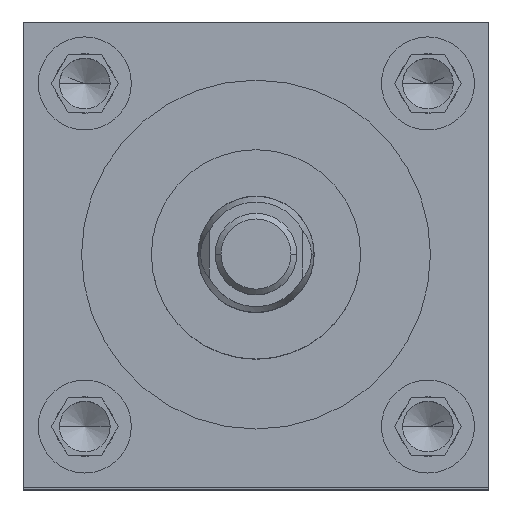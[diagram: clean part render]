
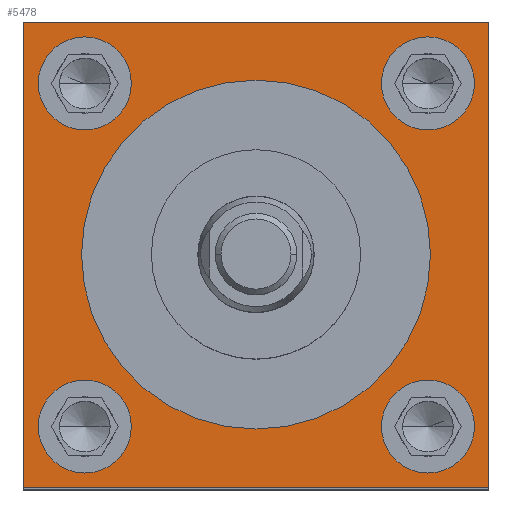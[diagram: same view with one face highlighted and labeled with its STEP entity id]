
A CAD part, top view. The second image highlights one B-rep face of the part: STEP entity #5478.
In plain terms, the highlighted planar face has unit normal (0, 0, 1).
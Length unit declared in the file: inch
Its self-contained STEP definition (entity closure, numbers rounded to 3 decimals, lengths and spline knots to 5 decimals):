
#27 = VECTOR ( 'NONE', #1039, 39.37008 ) ;
#35 = VERTEX_POINT ( 'NONE', #3849 ) ;
#114 = FACE_OUTER_BOUND ( 'NONE', #4194, .T. ) ;
#193 = VERTEX_POINT ( 'NONE', #4237 ) ;
#284 = DIRECTION ( 'NONE',  ( 1., 0., 0. ) ) ;
#305 = DIRECTION ( 'NONE',  ( 0., 0., 1. ) ) ;
#385 = EDGE_CURVE ( 'NONE', #5170, #4809, #5705, .T. ) ;
#432 = EDGE_CURVE ( 'NONE', #5961, #35, #2742, .T. ) ;
#453 = FACE_BOUND ( 'NONE', #4769, .T. ) ;
#454 = VERTEX_POINT ( 'NONE', #2285 ) ;
#520 = DIRECTION ( 'NONE',  ( 1., 0., 0. ) ) ;
#559 = VERTEX_POINT ( 'NONE', #2842 ) ;
#568 = AXIS2_PLACEMENT_3D ( 'NONE', #5384, #5292, #5264 ) ;
#620 = CIRCLE ( 'NONE', #3684, 0.9375 ) ;
#644 = CIRCLE ( 'NONE', #2810, 0.25 ) ;
#799 = DIRECTION ( 'NONE',  ( 0., 0., 1. ) ) ;
#847 = DIRECTION ( 'NONE',  ( 0., 0., 1. ) ) ;
#868 = DIRECTION ( 'NONE',  ( 0., 0., 1. ) ) ;
#871 = VECTOR ( 'NONE', #3069, 39.37008 ) ;
#898 = CARTESIAN_POINT ( 'NONE',  ( -0.92, -0.924, 8.625 ) ) ;
#930 = EDGE_CURVE ( 'NONE', #4809, #5170, #620, .T. ) ;
#984 = ORIENTED_EDGE ( 'NONE', *, *, #3024, .F. ) ;
#995 = EDGE_CURVE ( 'NONE', #35, #5961, #4683, .T. ) ;
#1039 = DIRECTION ( 'NONE',  ( 0., -1., 0. ) ) ;
#1064 = CARTESIAN_POINT ( 'NONE',  ( -1.25, 1.25, 8.625 ) ) ;
#1209 = DIRECTION ( 'NONE',  ( 1., 0., 0. ) ) ;
#1253 = DIRECTION ( 'NONE',  ( 1., 0., 0. ) ) ;
#1264 = DIRECTION ( 'NONE',  ( 0., 0., 1. ) ) ;
#1273 = DIRECTION ( 'NONE',  ( 1., 0., 0. ) ) ;
#1328 = CARTESIAN_POINT ( 'NONE',  ( -1.25, -1.25, 8.625 ) ) ;
#1360 = AXIS2_PLACEMENT_3D ( 'NONE', #4965, #2137, #5917 ) ;
#1397 = VERTEX_POINT ( 'NONE', #2825 ) ;
#1420 = EDGE_CURVE ( 'NONE', #193, #1397, #5291, .T. ) ;
#1437 = CARTESIAN_POINT ( 'NONE',  ( 1.25, -1.25, 8.625 ) ) ;
#1521 = CARTESIAN_POINT ( 'NONE',  ( -1.25, -1.25, 8.625 ) ) ;
#1550 = AXIS2_PLACEMENT_3D ( 'NONE', #5054, #799, #5117 ) ;
#1600 = ORIENTED_EDGE ( 'NONE', *, *, #432, .F. ) ;
#1641 = EDGE_CURVE ( 'NONE', #1397, #559, #5383, .T. ) ;
#1772 = DIRECTION ( 'NONE',  ( 1., 0., 0. ) ) ;
#1788 = DIRECTION ( 'NONE',  ( 0., 0., 1. ) ) ;
#1875 = DIRECTION ( 'NONE',  ( 1., 0., 0. ) ) ;
#2021 = EDGE_CURVE ( 'NONE', #5818, #2392, #2601, .T. ) ;
#2026 = CARTESIAN_POINT ( 'NONE',  ( -0.67, -0.924, 8.625 ) ) ;
#2075 = EDGE_CURVE ( 'NONE', #5198, #3711, #2900, .T. ) ;
#2137 = DIRECTION ( 'NONE',  ( 0., 0., 1. ) ) ;
#2273 = DIRECTION ( 'NONE',  ( 0., 0., 1. ) ) ;
#2285 = CARTESIAN_POINT ( 'NONE',  ( 1.174, -0.924, 8.625 ) ) ;
#2312 = ORIENTED_EDGE ( 'NONE', *, *, #5767, .F. ) ;
#2334 = FACE_BOUND ( 'NONE', #5657, .T. ) ;
#2367 = FACE_BOUND ( 'NONE', #5089, .T. ) ;
#2392 = VERTEX_POINT ( 'NONE', #4666 ) ;
#2537 = CARTESIAN_POINT ( 'NONE',  ( 0.9375, 0., 8.625 ) ) ;
#2586 = EDGE_CURVE ( 'NONE', #454, #5014, #5177, .T. ) ;
#2601 = CIRCLE ( 'NONE', #5479, 0.25 ) ;
#2692 = EDGE_CURVE ( 'NONE', #559, #4711, #5119, .T. ) ;
#2712 = EDGE_LOOP ( 'NONE', ( #4868, #984 ) ) ;
#2742 = CIRCLE ( 'NONE', #3535, 0.25 ) ;
#2810 = AXIS2_PLACEMENT_3D ( 'NONE', #3710, #1788, #1253 ) ;
#2825 = CARTESIAN_POINT ( 'NONE',  ( 1.25, 1.25, 8.625 ) ) ;
#2842 = CARTESIAN_POINT ( 'NONE',  ( -1.25, 1.25, 8.625 ) ) ;
#2892 = CARTESIAN_POINT ( 'NONE',  ( -0.92, -0.924, 8.625 ) ) ;
#2900 = CIRCLE ( 'NONE', #5673, 0.25 ) ;
#2996 = ORIENTED_EDGE ( 'NONE', *, *, #385, .F. ) ;
#3024 = EDGE_CURVE ( 'NONE', #5014, #454, #644, .T. ) ;
#3065 = CARTESIAN_POINT ( 'NONE',  ( 1.174, 0.92, 8.625 ) ) ;
#3069 = DIRECTION ( 'NONE',  ( -1., 0., 0. ) ) ;
#3122 = VECTOR ( 'NONE', #1772, 39.37008 ) ;
#3159 = CARTESIAN_POINT ( 'NONE',  ( 0.924, -0.924, 8.625 ) ) ;
#3195 = CARTESIAN_POINT ( 'NONE',  ( -1.17, 0.92, 8.625 ) ) ;
#3206 = ORIENTED_EDGE ( 'NONE', *, *, #4617, .T. ) ;
#3258 = CARTESIAN_POINT ( 'NONE',  ( 0.924, 0.92, 8.625 ) ) ;
#3535 = AXIS2_PLACEMENT_3D ( 'NONE', #898, #868, #5574 ) ;
#3549 = EDGE_LOOP ( 'NONE', ( #2312, #4730 ) ) ;
#3563 = ORIENTED_EDGE ( 'NONE', *, *, #1420, .T. ) ;
#3614 = DIRECTION ( 'NONE',  ( 1., 0., 0. ) ) ;
#3620 = CARTESIAN_POINT ( 'NONE',  ( 0.674, -0.924, 8.625 ) ) ;
#3684 = AXIS2_PLACEMENT_3D ( 'NONE', #6058, #305, #3614 ) ;
#3710 = CARTESIAN_POINT ( 'NONE',  ( 0.924, -0.924, 8.625 ) ) ;
#3711 = VERTEX_POINT ( 'NONE', #3065 ) ;
#3807 = DIRECTION ( 'NONE',  ( 0., 0., 1. ) ) ;
#3831 = ORIENTED_EDGE ( 'NONE', *, *, #1641, .T. ) ;
#3849 = CARTESIAN_POINT ( 'NONE',  ( -1.17, -0.924, 8.625 ) ) ;
#3894 = PLANE ( 'NONE',  #568 ) ;
#4020 = ORIENTED_EDGE ( 'NONE', *, *, #995, .F. ) ;
#4083 = AXIS2_PLACEMENT_3D ( 'NONE', #2892, #3807, #520 ) ;
#4145 = FACE_BOUND ( 'NONE', #2712, .T. ) ;
#4194 = EDGE_LOOP ( 'NONE', ( #5293, #3206, #3563, #3831 ) ) ;
#4226 = LINE ( 'NONE', #6012, #3122 ) ;
#4237 = CARTESIAN_POINT ( 'NONE',  ( 1.25, -1.25, 8.625 ) ) ;
#4243 = CIRCLE ( 'NONE', #5026, 0.25 ) ;
#4262 = DIRECTION ( 'NONE',  ( 0., 0., 1. ) ) ;
#4328 = DIRECTION ( 'NONE',  ( 0., 1., 0. ) ) ;
#4367 = ORIENTED_EDGE ( 'NONE', *, *, #2021, .F. ) ;
#4379 = ORIENTED_EDGE ( 'NONE', *, *, #4968, .F. ) ;
#4410 = CARTESIAN_POINT ( 'NONE',  ( 0.674, 0.92, 8.625 ) ) ;
#4617 = EDGE_CURVE ( 'NONE', #4711, #193, #4226, .T. ) ;
#4641 = CARTESIAN_POINT ( 'NONE',  ( 0.924, 0.92, 8.625 ) ) ;
#4666 = CARTESIAN_POINT ( 'NONE',  ( -0.67, 0.92, 8.625 ) ) ;
#4683 = CIRCLE ( 'NONE', #4083, 0.25 ) ;
#4711 = VERTEX_POINT ( 'NONE', #1521 ) ;
#4730 = ORIENTED_EDGE ( 'NONE', *, *, #2075, .F. ) ;
#4769 = EDGE_LOOP ( 'NONE', ( #1600, #4020 ) ) ;
#4809 = VERTEX_POINT ( 'NONE', #2537 ) ;
#4868 = ORIENTED_EDGE ( 'NONE', *, *, #2586, .F. ) ;
#4899 = ORIENTED_EDGE ( 'NONE', *, *, #930, .F. ) ;
#4965 = CARTESIAN_POINT ( 'NONE',  ( 0., 0., 8.625 ) ) ;
#4968 = EDGE_CURVE ( 'NONE', #2392, #5818, #5221, .T. ) ;
#5014 = VERTEX_POINT ( 'NONE', #3620 ) ;
#5026 = AXIS2_PLACEMENT_3D ( 'NONE', #3258, #4262, #1875 ) ;
#5054 = CARTESIAN_POINT ( 'NONE',  ( -0.92, 0.92, 8.625 ) ) ;
#5070 = CARTESIAN_POINT ( 'NONE',  ( -0.9375, 0., 8.625 ) ) ;
#5089 = EDGE_LOOP ( 'NONE', ( #4899, #2996 ) ) ;
#5117 = DIRECTION ( 'NONE',  ( 1., 0., 0. ) ) ;
#5119 = LINE ( 'NONE', #1328, #27 ) ;
#5170 = VERTEX_POINT ( 'NONE', #5070 ) ;
#5177 = CIRCLE ( 'NONE', #5759, 0.25 ) ;
#5198 = VERTEX_POINT ( 'NONE', #4410 ) ;
#5221 = CIRCLE ( 'NONE', #1550, 0.25 ) ;
#5264 = DIRECTION ( 'NONE',  ( -1., 0., 0. ) ) ;
#5291 = LINE ( 'NONE', #1437, #5891 ) ;
#5292 = DIRECTION ( 'NONE',  ( 0., 0., -1. ) ) ;
#5293 = ORIENTED_EDGE ( 'NONE', *, *, #2692, .T. ) ;
#5383 = LINE ( 'NONE', #1064, #871 ) ;
#5384 = CARTESIAN_POINT ( 'NONE',  ( -1.25, 1.25, 8.625 ) ) ;
#5478 = ADVANCED_FACE ( 'NONE', ( #4145, #6023, #453, #2334, #2367, #114 ), #3894, .F. ) ;
#5479 = AXIS2_PLACEMENT_3D ( 'NONE', #6019, #2273, #1209 ) ;
#5574 = DIRECTION ( 'NONE',  ( 1., 0., 0. ) ) ;
#5657 = EDGE_LOOP ( 'NONE', ( #4379, #4367 ) ) ;
#5673 = AXIS2_PLACEMENT_3D ( 'NONE', #4641, #847, #1273 ) ;
#5705 = CIRCLE ( 'NONE', #1360, 0.9375 ) ;
#5759 = AXIS2_PLACEMENT_3D ( 'NONE', #3159, #1264, #284 ) ;
#5767 = EDGE_CURVE ( 'NONE', #3711, #5198, #4243, .T. ) ;
#5818 = VERTEX_POINT ( 'NONE', #3195 ) ;
#5891 = VECTOR ( 'NONE', #4328, 39.37008 ) ;
#5917 = DIRECTION ( 'NONE',  ( 1., 0., 0. ) ) ;
#5961 = VERTEX_POINT ( 'NONE', #2026 ) ;
#6012 = CARTESIAN_POINT ( 'NONE',  ( -1.25, -1.25, 8.625 ) ) ;
#6019 = CARTESIAN_POINT ( 'NONE',  ( -0.92, 0.92, 8.625 ) ) ;
#6023 = FACE_BOUND ( 'NONE', #3549, .T. ) ;
#6058 = CARTESIAN_POINT ( 'NONE',  ( 0., 0., 8.625 ) ) ;
